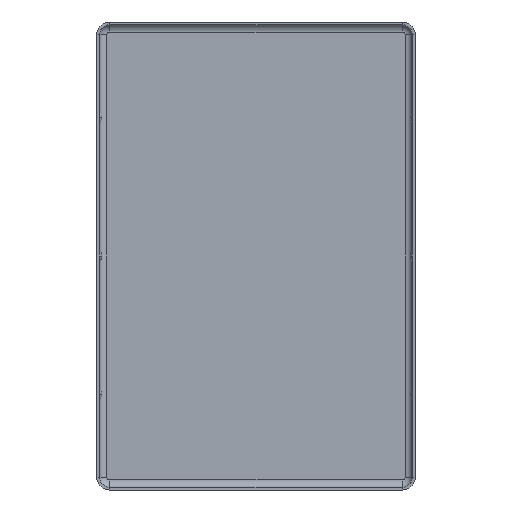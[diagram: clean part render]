
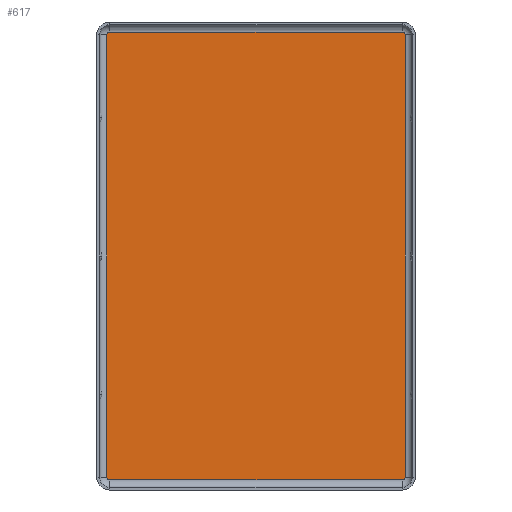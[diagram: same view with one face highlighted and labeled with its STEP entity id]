
A CAD part, front view. The second image highlights one B-rep face of the part: STEP entity #617.
In plain terms, the highlighted planar face has unit normal (0, -1, 0).
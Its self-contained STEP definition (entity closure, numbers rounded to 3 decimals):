
#1 = DIRECTION ( 'NONE',  ( -1., 0., 0. ) ) ;
#59 = CIRCLE ( 'NONE', #1166, 0.3 ) ;
#95 = DIRECTION ( 'NONE',  ( 0., 1., 0. ) ) ;
#112 = DIRECTION ( 'NONE',  ( 0., 0., -1. ) ) ;
#125 = LINE ( 'NONE', #1268, #1319 ) ;
#170 = CARTESIAN_POINT ( 'NONE',  ( 16.15, 0., 0. ) ) ;
#186 = ORIENTED_EDGE ( 'NONE', *, *, #1010, .T. ) ;
#189 = AXIS2_PLACEMENT_3D ( 'NONE', #1405, #969, #112 ) ;
#231 = CARTESIAN_POINT ( 'NONE',  ( 15.85, 0., -24.25 ) ) ;
#263 = ORIENTED_EDGE ( 'NONE', *, *, #1539, .T. ) ;
#304 = AXIS2_PLACEMENT_3D ( 'NONE', #1428, #95, #1704 ) ;
#360 = EDGE_CURVE ( 'NONE', #1498, #1040, #1825, .T. ) ;
#442 = DIRECTION ( 'NONE',  ( 0., 0., -1. ) ) ;
#457 = VECTOR ( 'NONE', #1616, 1000. ) ;
#511 = PLANE ( 'NONE',  #571 ) ;
#516 = VERTEX_POINT ( 'NONE', #1027 ) ;
#552 = ORIENTED_EDGE ( 'NONE', *, *, #1733, .F. ) ;
#555 = CARTESIAN_POINT ( 'NONE',  ( -15.85, 0., -24.25 ) ) ;
#571 = AXIS2_PLACEMENT_3D ( 'NONE', #661, #1331, #766 ) ;
#592 = EDGE_CURVE ( 'NONE', #1498, #1362, #896, .T. ) ;
#612 = LINE ( 'NONE', #1177, #457 ) ;
#617 = ADVANCED_FACE ( 'NONE', ( #1441 ), #511, .T. ) ;
#622 = ORIENTED_EDGE ( 'NONE', *, *, #1058, .F. ) ;
#624 = LINE ( 'NONE', #1328, #841 ) ;
#661 = CARTESIAN_POINT ( 'NONE',  ( 15.85, 0., -23.95 ) ) ;
#686 = EDGE_CURVE ( 'NONE', #1260, #1740, #1069, .T. ) ;
#693 = VECTOR ( 'NONE', #442, 1000. ) ;
#750 = DIRECTION ( 'NONE',  ( 0., 0., 1. ) ) ;
#766 = DIRECTION ( 'NONE',  ( 0., 0., -1. ) ) ;
#841 = VECTOR ( 'NONE', #906, 1000. ) ;
#892 = CARTESIAN_POINT ( 'NONE',  ( -16.15, 0., 23.95 ) ) ;
#896 = LINE ( 'NONE', #170, #693 ) ;
#906 = DIRECTION ( 'NONE',  ( -1., 0., 0. ) ) ;
#931 = DIRECTION ( 'NONE',  ( 0., 0., 1. ) ) ;
#969 = DIRECTION ( 'NONE',  ( 0., -1., 0. ) ) ;
#1010 = EDGE_CURVE ( 'NONE', #1040, #516, #624, .T. ) ;
#1027 = CARTESIAN_POINT ( 'NONE',  ( -15.85, 0., 24.25 ) ) ;
#1040 = VERTEX_POINT ( 'NONE', #1244 ) ;
#1058 = EDGE_CURVE ( 'NONE', #1535, #516, #1753, .T. ) ;
#1069 = CIRCLE ( 'NONE', #1312, 0.3 ) ;
#1166 = AXIS2_PLACEMENT_3D ( 'NONE', #1475, #1446, #750 ) ;
#1167 = CARTESIAN_POINT ( 'NONE',  ( 16.15, 0., 23.95 ) ) ;
#1177 = CARTESIAN_POINT ( 'NONE',  ( -16.15, 0., 0. ) ) ;
#1213 = ORIENTED_EDGE ( 'NONE', *, *, #360, .T. ) ;
#1229 = EDGE_LOOP ( 'NONE', ( #552, #1741, #1824, #1213, #186, #622, #263, #1656 ) ) ;
#1244 = CARTESIAN_POINT ( 'NONE',  ( 15.85, 0., 24.25 ) ) ;
#1260 = VERTEX_POINT ( 'NONE', #1811 ) ;
#1268 = CARTESIAN_POINT ( 'NONE',  ( 15.85, 0., -24.25 ) ) ;
#1269 = VERTEX_POINT ( 'NONE', #231 ) ;
#1312 = AXIS2_PLACEMENT_3D ( 'NONE', #1346, #1751, #931 ) ;
#1319 = VECTOR ( 'NONE', #1, 1000. ) ;
#1328 = CARTESIAN_POINT ( 'NONE',  ( 15.85, 0., 24.25 ) ) ;
#1331 = DIRECTION ( 'NONE',  ( 0., -1., 0. ) ) ;
#1346 = CARTESIAN_POINT ( 'NONE',  ( -15.85, 0., -23.95 ) ) ;
#1362 = VERTEX_POINT ( 'NONE', #1823 ) ;
#1405 = CARTESIAN_POINT ( 'NONE',  ( 15.85, 0., 23.95 ) ) ;
#1428 = CARTESIAN_POINT ( 'NONE',  ( -15.85, 0., 23.95 ) ) ;
#1441 = FACE_OUTER_BOUND ( 'NONE', #1229, .T. ) ;
#1446 = DIRECTION ( 'NONE',  ( 0., 1., 0. ) ) ;
#1475 = CARTESIAN_POINT ( 'NONE',  ( 15.85, 0., -23.95 ) ) ;
#1498 = VERTEX_POINT ( 'NONE', #1167 ) ;
#1514 = EDGE_CURVE ( 'NONE', #1362, #1269, #59, .T. ) ;
#1535 = VERTEX_POINT ( 'NONE', #892 ) ;
#1539 = EDGE_CURVE ( 'NONE', #1535, #1260, #612, .T. ) ;
#1616 = DIRECTION ( 'NONE',  ( 0., 0., -1. ) ) ;
#1656 = ORIENTED_EDGE ( 'NONE', *, *, #686, .T. ) ;
#1704 = DIRECTION ( 'NONE',  ( 0., 0., -1. ) ) ;
#1733 = EDGE_CURVE ( 'NONE', #1269, #1740, #125, .T. ) ;
#1740 = VERTEX_POINT ( 'NONE', #555 ) ;
#1741 = ORIENTED_EDGE ( 'NONE', *, *, #1514, .F. ) ;
#1751 = DIRECTION ( 'NONE',  ( 0., -1., 0. ) ) ;
#1753 = CIRCLE ( 'NONE', #304, 0.3 ) ;
#1811 = CARTESIAN_POINT ( 'NONE',  ( -16.15, 0., -23.95 ) ) ;
#1823 = CARTESIAN_POINT ( 'NONE',  ( 16.15, 0., -23.95 ) ) ;
#1824 = ORIENTED_EDGE ( 'NONE', *, *, #592, .F. ) ;
#1825 = CIRCLE ( 'NONE', #189, 0.3 ) ;
